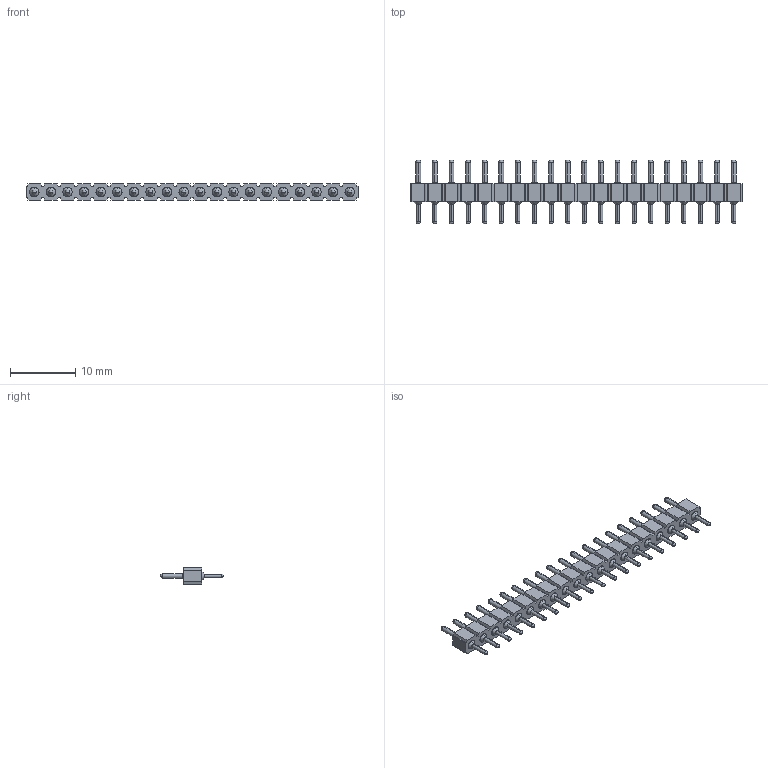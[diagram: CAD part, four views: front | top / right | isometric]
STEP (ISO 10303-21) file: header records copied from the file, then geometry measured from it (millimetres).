
FILE_DESCRIPTION (( 'STEP AP214' ), '1' );
FILE_NAME ('mill-max-800-10-020-10-002000.STEP', '2022-03-27T13:43:34', ( '' ), ( '' ), 'SwSTEP 2.0', 'SolidWorks 2021', '' );
FILE_SCHEMA (( 'AUTOMOTIVE_DESIGN' ));
Length unit declared in the file: inch
Products named in the file (3): P3XX-11-010-00-000000_P320-11-010-00-000000; 5016_5016-0-00-15-00-00-03-0; mill-max-800-10-020-10-002000
Assembly tree (21 placements, depth 2):
  mill-max-800-10-020-10-002000
    P3XX-11-010-00-000000_P320-11-010-00-000000
    5016_5016-0-00-15-00-00-03-0  x20
Bounding box: 50.8 x 9.78 x 2.54 mm (x, y, z)
Volume: 383.6 mm3; surface area: 1462.1 mm2
Topology: 21 solids, 21 shells, 726 faces, 1772 edges, 1088 vertices
Faces by surface type: cylinder 280, plane 246, cone 80, sphere 80, torus 40
Entity records: 9416 total; most frequent: CARTESIAN_POINT 1611, DIRECTION 1600, ORIENTED_EDGE 1560, EDGE_CURVE 780, VECTOR 586, LINE 586, VERTEX_POINT 518, AXIS2_PLACEMENT_3D 507
